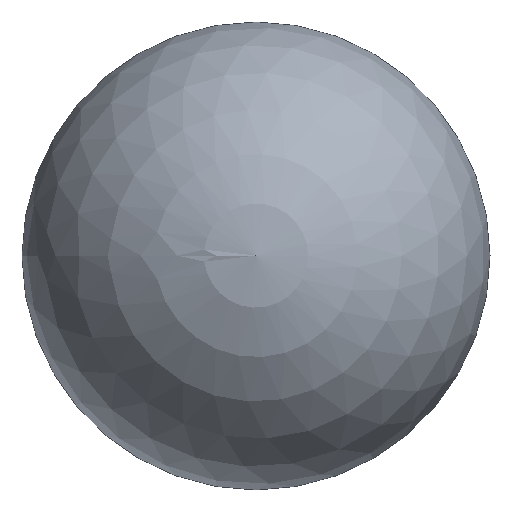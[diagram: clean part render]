
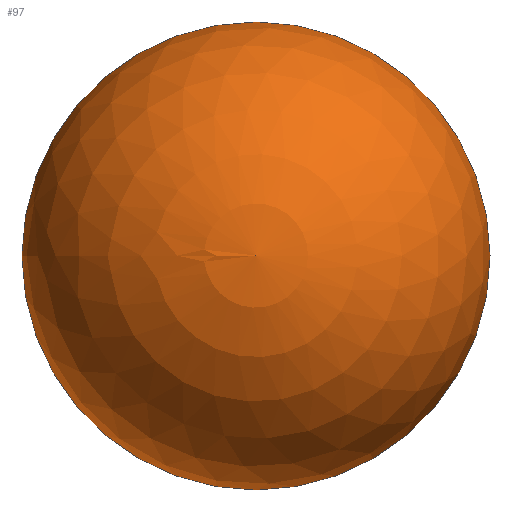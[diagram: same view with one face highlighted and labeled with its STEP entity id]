
A CAD part, top view. The second image highlights one B-rep face of the part: STEP entity #97.
In plain terms, the highlighted spherical face has radius 3.175 mm.
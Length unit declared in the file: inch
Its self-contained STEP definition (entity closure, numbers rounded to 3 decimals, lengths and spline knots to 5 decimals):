
#2 = EDGE_LOOP ( 'NONE', ( #36, #32 ) ) ;
#30 = CARTESIAN_POINT ( 'NONE',  ( 0., -0.125, 0. ) ) ;
#31 = CARTESIAN_POINT ( 'NONE',  ( 0., 0.125, 0. ) ) ;
#32 = ORIENTED_EDGE ( 'NONE', *, *, #99, .T. ) ;
#33 = VERTEX_POINT ( 'NONE', #31 ) ;
#34 = VERTEX_POINT ( 'NONE', #30 ) ;
#36 = ORIENTED_EDGE ( 'NONE', *, *, #100, .F. ) ;
#39 = CARTESIAN_POINT ( 'NONE',  ( 0., 0., 0. ) ) ;
#40 = DIRECTION ( 'NONE',  ( 0., 0., -1. ) ) ;
#41 = DIRECTION ( 'NONE',  ( -1., 0., 0. ) ) ;
#55 = CARTESIAN_POINT ( 'NONE',  ( 0., 0., 0. ) ) ;
#56 = DIRECTION ( 'NONE',  ( 0., 0., 1. ) ) ;
#57 = DIRECTION ( 'NONE',  ( 1., 0., 0. ) ) ;
#58 = CARTESIAN_POINT ( 'NONE',  ( 0., 0., 0. ) ) ;
#59 = DIRECTION ( 'NONE',  ( 0., 0., -1. ) ) ;
#60 = DIRECTION ( 'NONE',  ( -1., 0., 0. ) ) ;
#97 = ADVANCED_FACE ( 'NONE', ( #124 ), #123, .T. ) ;
#99 = EDGE_CURVE ( 'NONE', #33, #34, #128, .T. ) ;
#100 = EDGE_CURVE ( 'NONE', #33, #34, #129, .T. ) ;
#108 = AXIS2_PLACEMENT_3D ( 'NONE', #58, #59, #60 ) ;
#111 = AXIS2_PLACEMENT_3D ( 'NONE', #55, #56, #57 ) ;
#122 = AXIS2_PLACEMENT_3D ( 'NONE', #39, #40, #41 ) ;
#123 = SPHERICAL_SURFACE ( 'NONE', #122, 0.125 ) ;
#124 = FACE_OUTER_BOUND ( 'NONE', #2, .T. ) ;
#128 = CIRCLE ( 'NONE', #111, 0.125 ) ;
#129 = CIRCLE ( 'NONE', #108, 0.125 ) ;
